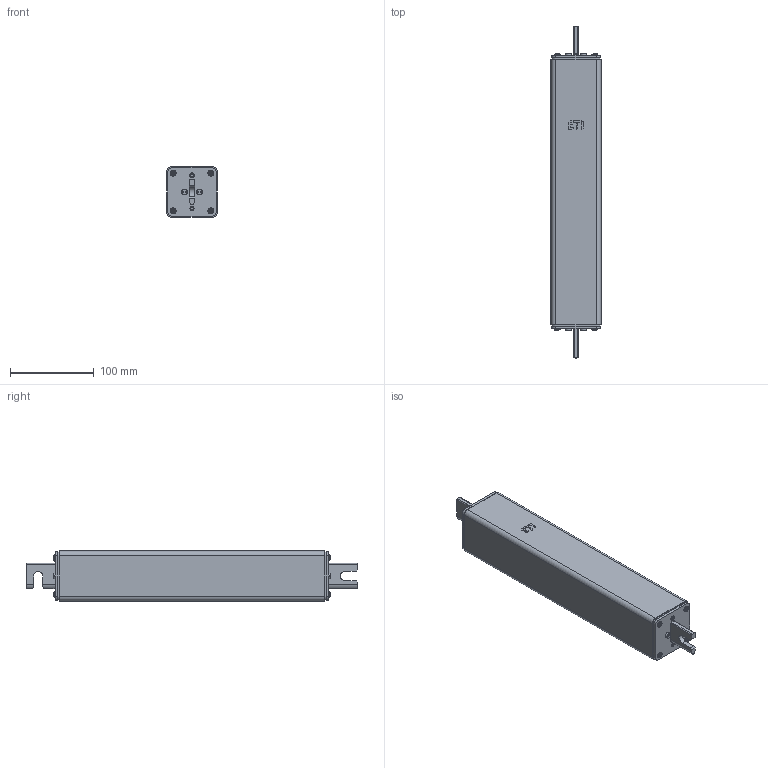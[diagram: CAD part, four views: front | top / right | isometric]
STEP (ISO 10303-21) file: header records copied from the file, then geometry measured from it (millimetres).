
FILE_DESCRIPTION((''),'2;1');
FILE_NAME('004735594_ASM','2022-08-23T12:40:44',('klemen.sitar'),('Audax d.o.o.'),'CREO PARAMETRIC BY PTC INC, 2021304','CREO PARAMETRIC BY PTC INC, 2021304','');
FILE_SCHEMA(('AP242_MANAGED_MODEL_BASED_3D_ENGINEERING_MIM_LF { 1 0 10303 442 1 1 4 }'));
Length unit declared in the file: millimetre
Products named in the file (15): 0000066907_1-4198; 0000030743_1; 0000017639_AF0_1; 0000018139_AF1_2; 0000017641_ASM_1_ASM; 0000017639_AF3_1; 0000043840_AF1_2; 0000043842_ASM_1_ASM; 0000064246_1; 0000011586_1; 0000011580_1; 0000011599_1; 0000037876_1; 0000043213_1; 004735594_ASM
Assembly tree (28 placements, depth 3):
  004735594_ASM
    0000066907_1-4198
    0000030743_1  x2
    0000017641_ASM_1_ASM
      0000017639_AF0_1
      0000018139_AF1_2
    0000043842_ASM_1_ASM
      0000017639_AF3_1
      0000043840_AF1_2
    0000064246_1  x2
    0000011586_1
    0000011580_1
    0000011599_1  x3
    0000037876_1  x4
    0000043213_1  x8
Bounding box: 60 x 397 x 60 mm (x, y, z)
Volume: 46341.5 mm3; surface area: 125320.2 mm2
Topology: 25 solids, 42 shells, 1054 faces, 2914 edges, 1914 vertices
Faces by surface type: cylinder 532, plane 247, bspline 123, torus 64, cone 56, sphere 16, extrusion 16
Entity records: 27870 total; most frequent: CARTESIAN_POINT 7604, DIRECTION 2566, ORIENTED_EDGE 2362, EDGE_CURVE 1207, AXIS2_PLACEMENT_3D 979, PRESENTATION_STYLE_ASSIGNMENT 817, VERTEX_POINT 794, STYLED_ITEM 766
